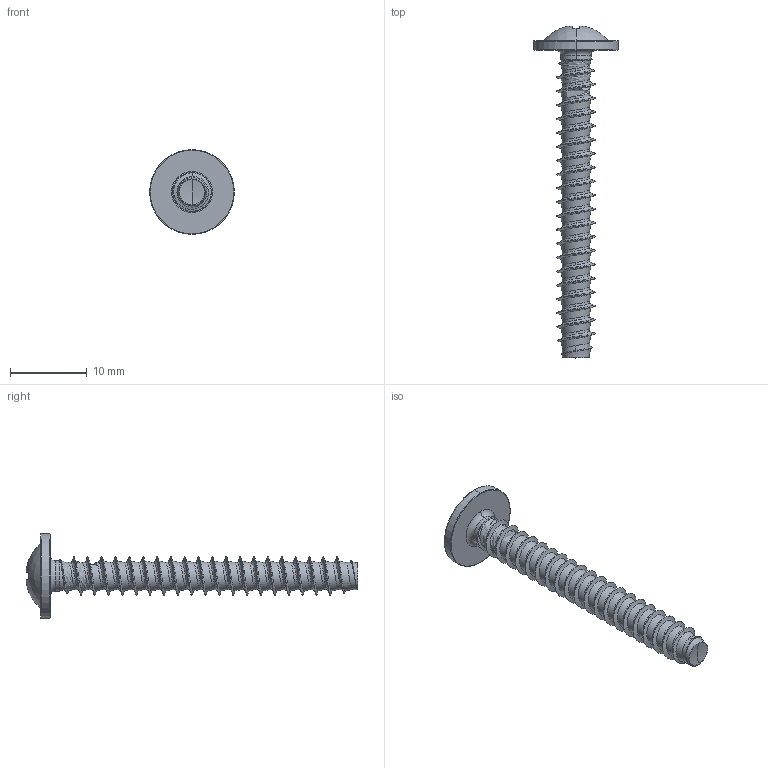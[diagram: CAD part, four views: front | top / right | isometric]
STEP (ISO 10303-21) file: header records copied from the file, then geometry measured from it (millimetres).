
FILE_DESCRIPTION (( 'STEP AP203' ), '1' );
FILE_NAME ('STP210500400.STEP', '2017-08-14T17:55:52', ( '' ), ( '' ), 'SwSTEP 2.0', 'SolidWorks 2015', '' );
FILE_SCHEMA (( 'CONFIG_CONTROL_DESIGN' ));
Products named in the file (1): STP210500400
Bounding box: 11 x 43.12 x 11 mm (x, y, z)
Volume: 626.5 mm3; surface area: 996.7 mm2
Topology: 1 solids, 1 shells, 212 faces, 519 edges, 310 vertices
Faces by surface type: cylinder 68, bspline 55, plane 31, torus 30, sphere 20, cone 8
Entity records: 38780 total; most frequent: CARTESIAN_POINT 34323, ORIENTED_EDGE 1034, DIRECTION 800, EDGE_CURVE 517, AXIS2_PLACEMENT_3D 344, VERTEX_POINT 310, EDGE_LOOP 215, FACE_OUTER_BOUND 212
